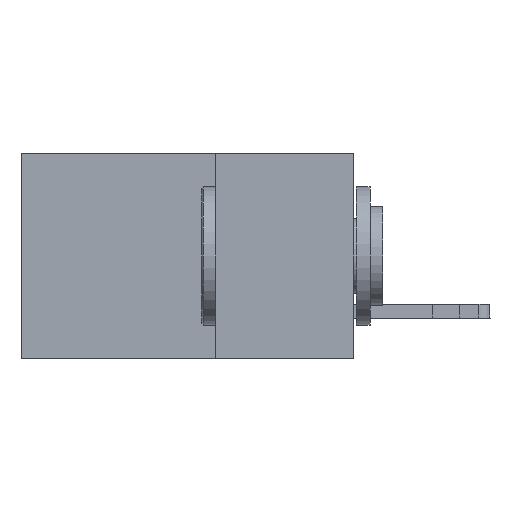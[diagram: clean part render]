
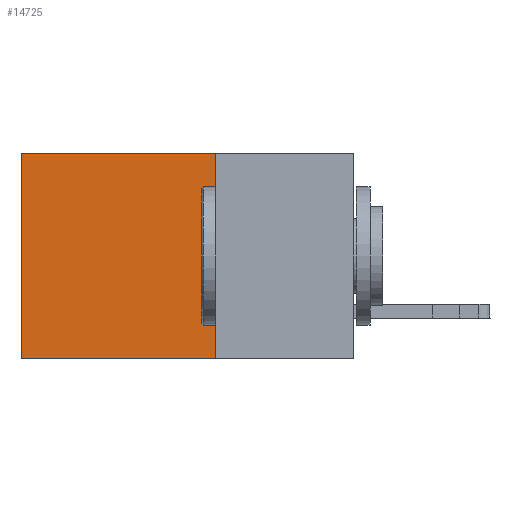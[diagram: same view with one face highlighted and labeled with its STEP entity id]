
A CAD part, left-side view. The second image highlights one B-rep face of the part: STEP entity #14725.
In plain terms, the highlighted planar face has unit normal (-1, 0, 0).
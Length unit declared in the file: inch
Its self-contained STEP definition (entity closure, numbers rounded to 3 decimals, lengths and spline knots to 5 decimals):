
#561 = DIRECTION ( 'NONE',  ( 0., 0., -1. ) ) ;
#1757 = CARTESIAN_POINT ( 'NONE',  ( 0.2875, 0.25, 0. ) ) ;
#2520 = LINE ( 'NONE', #14570, #15727 ) ;
#2775 = EDGE_CURVE ( 'NONE', #9952, #5638, #4204, .T. ) ;
#3334 = CARTESIAN_POINT ( 'NONE',  ( 0.2875, 0.25, 0. ) ) ;
#4204 = LINE ( 'NONE', #28554, #29329 ) ;
#5638 = VERTEX_POINT ( 'NONE', #24522 ) ;
#6822 = EDGE_CURVE ( 'NONE', #5638, #26315, #2520, .T. ) ;
#7308 = EDGE_CURVE ( 'NONE', #12028, #26315, #18213, .T. ) ;
#8463 = ORIENTED_EDGE ( 'NONE', *, *, #6822, .T. ) ;
#8483 = CARTESIAN_POINT ( 'NONE',  ( 0.2875, 0.6, -0.37 ) ) ;
#9952 = VERTEX_POINT ( 'NONE', #12636 ) ;
#10488 = PLANE ( 'NONE',  #10818 ) ;
#10627 = DIRECTION ( 'NONE',  ( 0., 1., 0. ) ) ;
#10747 = ORIENTED_EDGE ( 'NONE', *, *, #2775, .T. ) ;
#10818 = AXIS2_PLACEMENT_3D ( 'NONE', #1757, #22015, #26796 ) ;
#11422 = ORIENTED_EDGE ( 'NONE', *, *, #7308, .F. ) ;
#11910 = EDGE_CURVE ( 'NONE', #9952, #12028, #15380, .T. ) ;
#12028 = VERTEX_POINT ( 'NONE', #15839 ) ;
#12535 = FACE_OUTER_BOUND ( 'NONE', #18331, .T. ) ;
#12636 = CARTESIAN_POINT ( 'NONE',  ( 0.2875, 0.25, 0. ) ) ;
#13434 = DIRECTION ( 'NONE',  ( 0., 0., -1. ) ) ;
#14286 = VECTOR ( 'NONE', #13434, 39.37008 ) ;
#14570 = CARTESIAN_POINT ( 'NONE',  ( 0.2875, 0.6, 0. ) ) ;
#14725 = ADVANCED_FACE ( 'NONE', ( #12535 ), #10488, .F. ) ;
#15380 = LINE ( 'NONE', #3334, #14286 ) ;
#15727 = VECTOR ( 'NONE', #561, 39.37008 ) ;
#15839 = CARTESIAN_POINT ( 'NONE',  ( 0.2875, 0.25, -0.37 ) ) ;
#18213 = LINE ( 'NONE', #26406, #21402 ) ;
#18331 = EDGE_LOOP ( 'NONE', ( #8463, #11422, #24205, #10747 ) ) ;
#21402 = VECTOR ( 'NONE', #10627, 39.37008 ) ;
#22015 = DIRECTION ( 'NONE',  ( 1., 0., 0. ) ) ;
#24205 = ORIENTED_EDGE ( 'NONE', *, *, #11910, .F. ) ;
#24522 = CARTESIAN_POINT ( 'NONE',  ( 0.2875, 0.6, 0. ) ) ;
#26315 = VERTEX_POINT ( 'NONE', #8483 ) ;
#26406 = CARTESIAN_POINT ( 'NONE',  ( 0.2875, 0.25, -0.37 ) ) ;
#26446 = DIRECTION ( 'NONE',  ( 0., 1., 0. ) ) ;
#26796 = DIRECTION ( 'NONE',  ( 0., 0., -1. ) ) ;
#28554 = CARTESIAN_POINT ( 'NONE',  ( 0.2875, 0.25, 0. ) ) ;
#29329 = VECTOR ( 'NONE', #26446, 39.37008 ) ;
